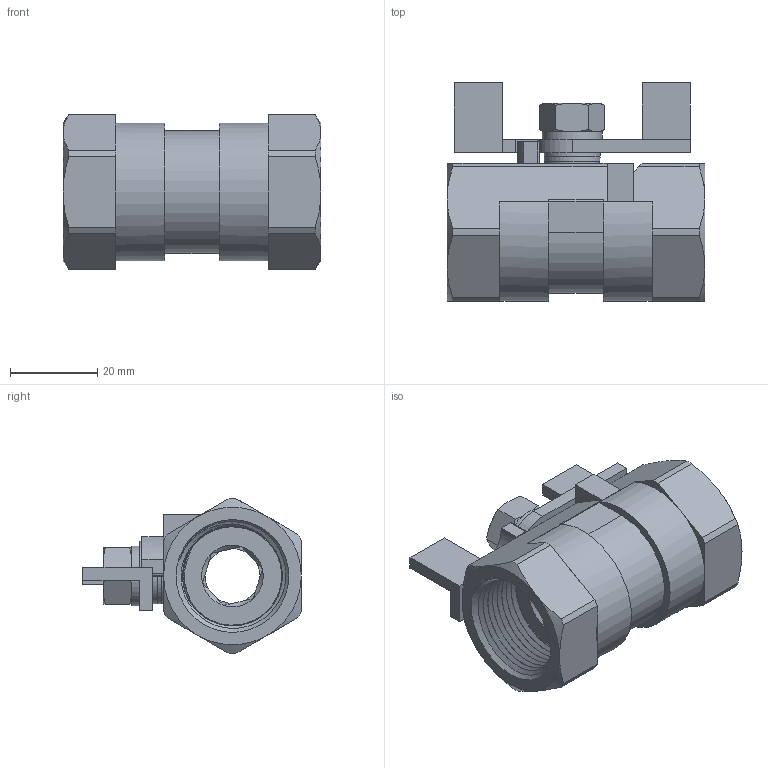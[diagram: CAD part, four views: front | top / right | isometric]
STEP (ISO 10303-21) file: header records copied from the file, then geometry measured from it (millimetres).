
FILE_DESCRIPTION(/* description */ ('Unknown'),/* implementation_level */ '2;1');
FILE_NAME(/* name */ 'V-1K DN20 BW handle',/* time_stamp */ '2020-10-06T08:43:40+08:00',/* author */ ('Unknown'),/* organization */ ('Unknown'),/* preprocessor_version */ 'ST-DEVELOPER v16.7',/* originating_system */ 'DEX',/* authorisation */ $);
FILE_SCHEMA (('AUTOMOTIVE_DESIGN {1 0 10303 214 3 1 1}'));
Length unit declared in the file: millimetre
Products named in the file (1): V-1K DN20 BW handle
Bounding box: 59 x 50 x 35.5 mm (x, y, z)
Volume: 33543.7 mm3; surface area: 19997.5 mm2
Topology: 9 solids, 9 shells, 247 faces, 752 edges, 526 vertices
Faces by surface type: plane 102, cylinder 57, cone 47, bspline 41
Full cylindrical faces by diameter (mm): 8 x1, 8.1 x2, 8.2 x1, 12.5 x2, 12.8 x2, 13 x1, 22.5 x1
Entity records: 20353 total; most frequent: CARTESIAN_POINT 14287, ORIENTED_EDGE 1478, DIRECTION 986, EDGE_CURVE 739, VERTEX_POINT 526, AXIS2_PLACEMENT_3D 371, EDGE_LOOP 275, FACE_BOUND 275
